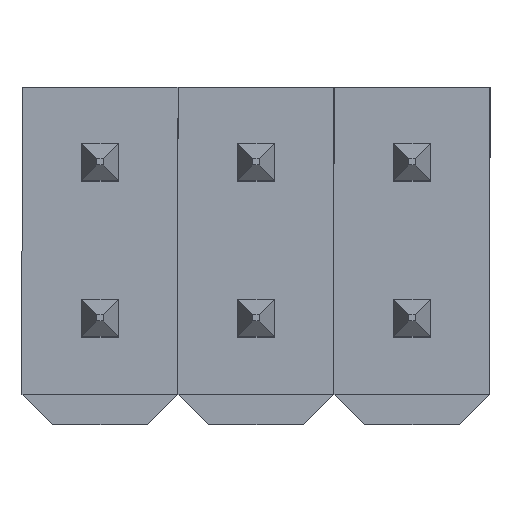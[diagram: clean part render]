
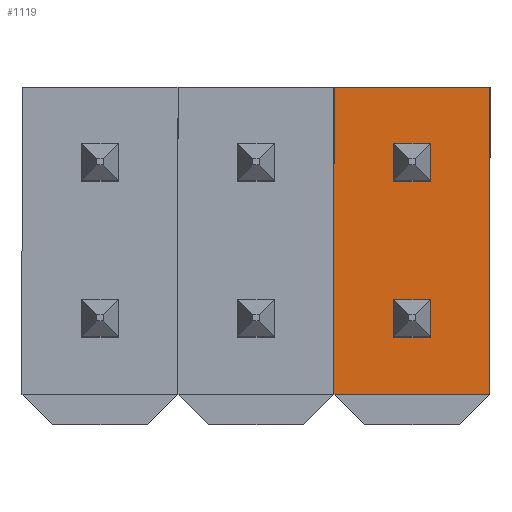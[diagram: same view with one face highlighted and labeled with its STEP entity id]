
A CAD part, top view. The second image highlights one B-rep face of the part: STEP entity #1119.
In plain terms, the highlighted planar face has unit normal (0, 0, 1).
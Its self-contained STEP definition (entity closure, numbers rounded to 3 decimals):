
#834=CARTESIAN_POINT('',(1.27,2.5,1.7));
#835=VERTEX_POINT('',#834);
#842=CARTESIAN_POINT('',(3.81,2.5,1.7));
#843=VERTEX_POINT('',#842);
#844=CARTESIAN_POINT('',(3.81,2.5,1.7));
#845=DIRECTION('',(-1.0,0.0,0.0));
#846=VECTOR('',#845,2.54);
#847=LINE('',#844,#846);
#848=EDGE_CURVE('',#843,#835,#847,.T.);
#947=CARTESIAN_POINT('',(3.81,-2.5,1.7));
#948=VERTEX_POINT('',#947);
#949=CARTESIAN_POINT('',(3.81,-2.5,1.7));
#950=DIRECTION('',(0.0,1.0,0.0));
#951=VECTOR('',#950,5.);
#952=LINE('',#949,#951);
#953=EDGE_CURVE('',#948,#843,#952,.T.);
#1019=CARTESIAN_POINT('',(1.27,-2.5,1.7));
#1020=VERTEX_POINT('',#1019);
#1021=CARTESIAN_POINT('',(1.27,-2.5,1.7));
#1022=DIRECTION('',(1.0,0.0,0.0));
#1023=VECTOR('',#1022,2.54);
#1024=LINE('',#1021,#1023);
#1025=EDGE_CURVE('',#1020,#948,#1024,.T.);
#1103=CARTESIAN_POINT('',(2.54,0.,1.7));
#1104=DIRECTION('',(0.0,0.0,-1.0));
#1105=DIRECTION('',(-1.0,0.0,0.0));
#1106=AXIS2_PLACEMENT_3D('',#1103,#1104,#1105);
#1107=PLANE('',#1106);
#1108=ORIENTED_EDGE('',*,*,#848,.T.);
#1109=CARTESIAN_POINT('',(1.27,2.5,1.7));
#1110=DIRECTION('',(0.0,-1.0,0.0));
#1111=VECTOR('',#1110,5.0);
#1112=LINE('',#1109,#1111);
#1113=EDGE_CURVE('',#835,#1020,#1112,.T.);
#1114=ORIENTED_EDGE('',*,*,#1113,.T.);
#1115=ORIENTED_EDGE('',*,*,#1025,.T.);
#1116=ORIENTED_EDGE('',*,*,#953,.T.);
#1117=EDGE_LOOP('',(#1108,#1114,#1115,#1116));
#1118=FACE_OUTER_BOUND('',#1117,.T.);
#1119=ADVANCED_FACE('',(#1118),#1107,.F.);
